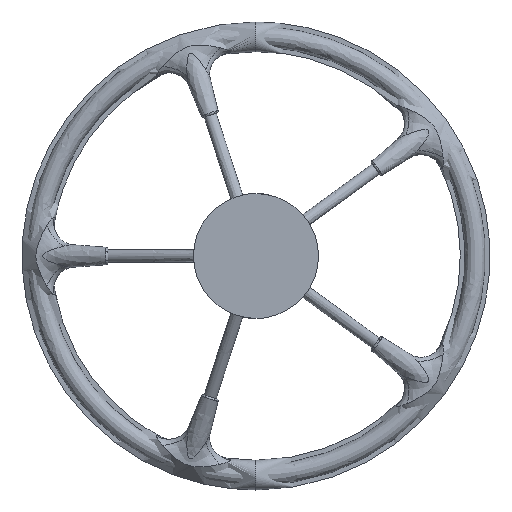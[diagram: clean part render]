
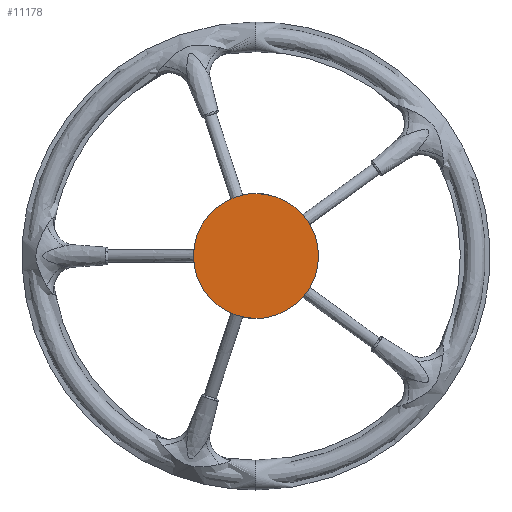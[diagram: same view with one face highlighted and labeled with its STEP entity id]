
A CAD part, front view. The second image highlights one B-rep face of the part: STEP entity #11178.
In plain terms, the highlighted free-form (B-spline) face has degree [1, 1] with [2, 2] control points.
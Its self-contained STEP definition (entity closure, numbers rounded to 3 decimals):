
#3388 = EDGE_CURVE('',#3389,#3391,#3393,.T.);
#3389 = VERTEX_POINT('',#3390);
#3390 = CARTESIAN_POINT('',(0.,-106.917,50.021));
#3391 = VERTEX_POINT('',#3392);
#3392 = CARTESIAN_POINT('',(0.,-106.917,
    -50.021));
#3393 = ( BOUNDED_CURVE() B_SPLINE_CURVE(2,(#3394,#3395,#3396,#3397,
#3398),.UNSPECIFIED.,.F.,.F.) B_SPLINE_CURVE_WITH_KNOTS((3,2,3),(0.,
1.571,3.142),.PIECEWISE_BEZIER_KNOTS.) CURVE() 
GEOMETRIC_REPRESENTATION_ITEM() RATIONAL_B_SPLINE_CURVE((1.,
0.707,1.,0.707,1.)) REPRESENTATION_ITEM('') );
#3394 = CARTESIAN_POINT('',(0.,-106.917,50.021));
#3395 = CARTESIAN_POINT('',(50.021,-106.917,
    50.021));
#3396 = CARTESIAN_POINT('',(50.021,-106.917,
    0.));
#3397 = CARTESIAN_POINT('',(50.021,-106.917,
    -50.021));
#3398 = CARTESIAN_POINT('',(0.,-106.917,
    -50.021));
#11158 = EDGE_CURVE('',#3391,#3389,#11159,.T.);
#11159 = ( BOUNDED_CURVE() B_SPLINE_CURVE(2,(#11160,#11161,#11162,#11163
,#11164),.UNSPECIFIED.,.F.,.F.) B_SPLINE_CURVE_WITH_KNOTS((3,2,3),(
    3.142,4.712,6.283),
.PIECEWISE_BEZIER_KNOTS.) CURVE() GEOMETRIC_REPRESENTATION_ITEM() 
RATIONAL_B_SPLINE_CURVE((1.,0.707,1.,0.707,1.)) 
REPRESENTATION_ITEM('') );
#11160 = CARTESIAN_POINT('',(0.,-106.917,
    -50.021));
#11161 = CARTESIAN_POINT('',(-50.021,-106.917,
    -50.021));
#11162 = CARTESIAN_POINT('',(-50.021,-106.917,
    0.));
#11163 = CARTESIAN_POINT('',(-50.021,-106.917,
    50.021));
#11164 = CARTESIAN_POINT('',(0.,-106.917,
    50.021));
#11178 = ADVANCED_FACE('',(#11179),#11183,.F.);
#11179 = FACE_BOUND('',#11180,.T.);
#11180 = EDGE_LOOP('',(#11181,#11182));
#11181 = ORIENTED_EDGE('',*,*,#3388,.F.);
#11182 = ORIENTED_EDGE('',*,*,#11158,.F.);
#11183 = B_SPLINE_SURFACE_WITH_KNOTS('',1,1,(
    (#11184,#11185)
    ,(#11186,#11187
    )),.UNSPECIFIED.,.F.,.F.,.F.,(2,2),(2,2),(98.64,170.46),(0.,71.82),
  .PIECEWISE_BEZIER_KNOTS.);
#11184 = CARTESIAN_POINT('',(-50.021,-106.917,
    -50.021));
#11185 = CARTESIAN_POINT('',(50.021,-106.917,
    -50.021));
#11186 = CARTESIAN_POINT('',(-50.021,-106.917,
    50.021));
#11187 = CARTESIAN_POINT('',(50.021,-106.917,
    50.021));
